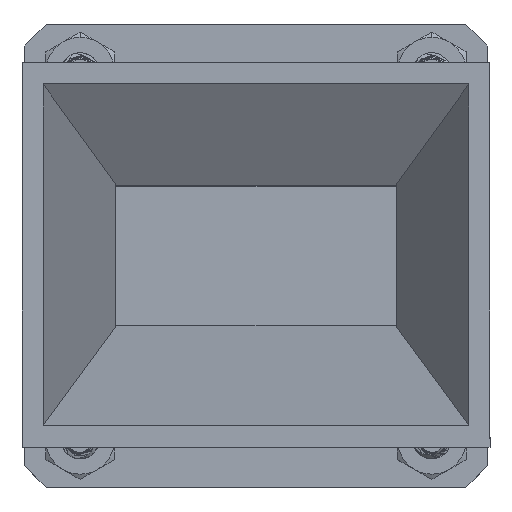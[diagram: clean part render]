
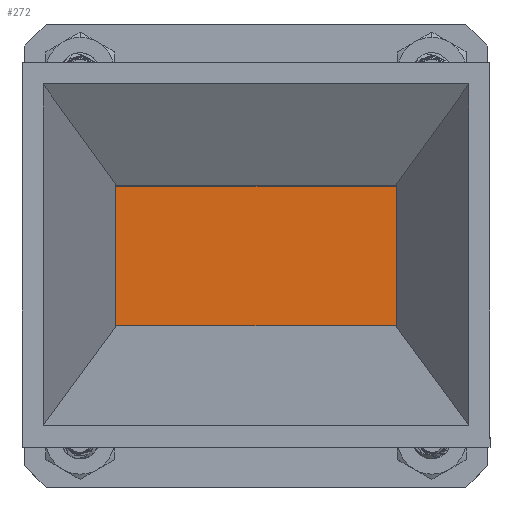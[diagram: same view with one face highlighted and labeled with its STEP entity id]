
A CAD part, top view. The second image highlights one B-rep face of the part: STEP entity #272.
In plain terms, the highlighted face is planar.
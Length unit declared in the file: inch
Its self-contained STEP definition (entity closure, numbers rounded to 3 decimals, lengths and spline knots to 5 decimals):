
#272 = ADVANCED_FACE ( 'NONE', ( #3482 ), #5295, .T. ) ;
#674 = ORIENTED_EDGE ( 'NONE', *, *, #10293, .T. ) ;
#1101 = ORIENTED_EDGE ( 'NONE', *, *, #7145, .T. ) ;
#2335 = CARTESIAN_POINT ( 'NONE',  ( 1.4, 0.256, -0.51 ) ) ;
#2458 = DIRECTION ( 'NONE',  ( 0., 0., 1. ) ) ;
#3349 = VERTEX_POINT ( 'NONE', #17861 ) ;
#3482 = FACE_OUTER_BOUND ( 'NONE', #19052, .T. ) ;
#4045 = VERTEX_POINT ( 'NONE', #6458 ) ;
#4605 = EDGE_CURVE ( 'NONE', #9393, #3349, #5104, .T. ) ;
#5104 = LINE ( 'NONE', #16080, #15772 ) ;
#5295 = PLANE ( 'NONE',  #6593 ) ;
#5297 = DIRECTION ( 'NONE',  ( 0., -1., 0. ) ) ;
#5747 = LINE ( 'NONE', #5851, #16792 ) ;
#5851 = CARTESIAN_POINT ( 'NONE',  ( 1.4, -0.256, -0.51 ) ) ;
#6458 = CARTESIAN_POINT ( 'NONE',  ( 1.4, -0.256, 0.51 ) ) ;
#6593 = AXIS2_PLACEMENT_3D ( 'NONE', #16078, #6729, #2458 ) ;
#6729 = DIRECTION ( 'NONE',  ( -1., 0., 0. ) ) ;
#7145 = EDGE_CURVE ( 'NONE', #14919, #9393, #11876, .T. ) ;
#7732 = CARTESIAN_POINT ( 'NONE',  ( 1.4, 0.256, 0.51 ) ) ;
#7999 = EDGE_CURVE ( 'NONE', #4045, #14919, #12099, .T. ) ;
#8354 = VECTOR ( 'NONE', #20069, 39.37008 ) ;
#9393 = VERTEX_POINT ( 'NONE', #2335 ) ;
#10293 = EDGE_CURVE ( 'NONE', #3349, #4045, #5747, .T. ) ;
#11876 = LINE ( 'NONE', #15415, #8354 ) ;
#12041 = ORIENTED_EDGE ( 'NONE', *, *, #7999, .T. ) ;
#12099 = LINE ( 'NONE', #7732, #19409 ) ;
#12726 = ORIENTED_EDGE ( 'NONE', *, *, #4605, .T. ) ;
#13742 = DIRECTION ( 'NONE',  ( 0., 1., 0. ) ) ;
#14919 = VERTEX_POINT ( 'NONE', #16894 ) ;
#15415 = CARTESIAN_POINT ( 'NONE',  ( 1.4, 0.256, -0.51 ) ) ;
#15772 = VECTOR ( 'NONE', #5297, 39.37008 ) ;
#16078 = CARTESIAN_POINT ( 'NONE',  ( 1.4, 0., 0. ) ) ;
#16080 = CARTESIAN_POINT ( 'NONE',  ( 1.4, 0.256, -0.51 ) ) ;
#16792 = VECTOR ( 'NONE', #19562, 39.37008 ) ;
#16894 = CARTESIAN_POINT ( 'NONE',  ( 1.4, 0.256, 0.51 ) ) ;
#17861 = CARTESIAN_POINT ( 'NONE',  ( 1.4, -0.256, -0.51 ) ) ;
#19052 = EDGE_LOOP ( 'NONE', ( #12041, #1101, #12726, #674 ) ) ;
#19409 = VECTOR ( 'NONE', #13742, 39.37008 ) ;
#19562 = DIRECTION ( 'NONE',  ( 0., 0., 1. ) ) ;
#20069 = DIRECTION ( 'NONE',  ( 0., 0., -1. ) ) ;
